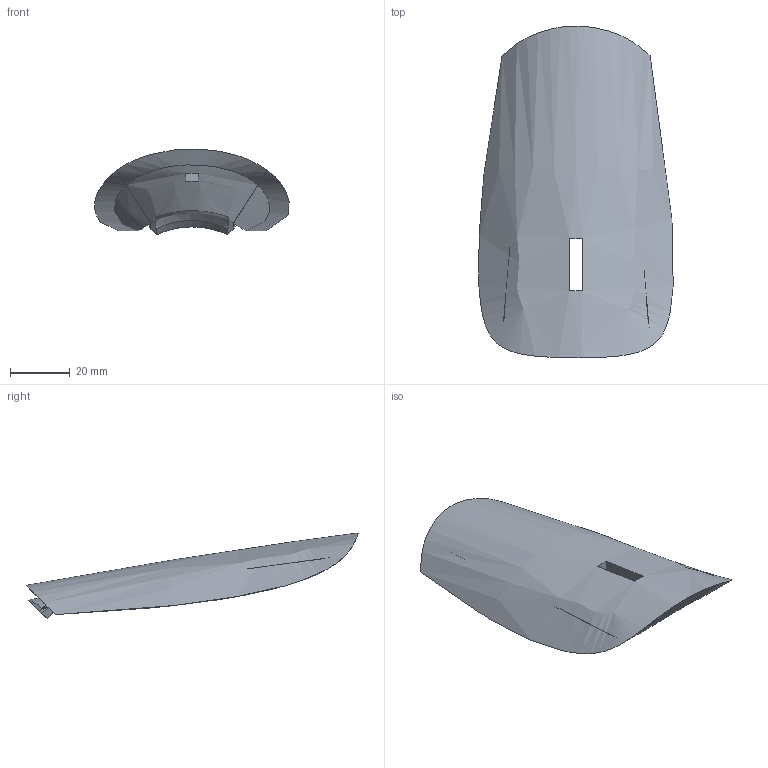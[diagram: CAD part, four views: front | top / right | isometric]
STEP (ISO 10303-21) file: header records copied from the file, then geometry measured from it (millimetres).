
FILE_DESCRIPTION(/* description */ (''),/* implementation_level */ '2;1');
FILE_NAME(/* name */ 'Canopy_2.step',/* time_stamp */ '2024-04-21T23:20:55+03:00',/* author */ (''),/* organization */ (''),/* preprocessor_version */ 'ST-DEVELOPER v20',/* originating_system */ 'Autodesk Translation Framework v12.20.1.177',/* authorisation */ '');
FILE_SCHEMA (('AUTOMOTIVE_DESIGN { 1 0 10303 214 3 1 1 }'));
Length unit declared in the file: millimetre
Products named in the file (1): Canopy_2
Bounding box: 65.13 x 111.25 x 28.81 mm (x, y, z)
Volume: 31473.8 mm3; surface area: 16716.8 mm2
Topology: 1 solids, 1 shells, 35 faces, 94 edges, 59 vertices
Faces by surface type: plane 23, bspline 12
Entity records: 2594 total; most frequent: CARTESIAN_POINT 1818, ORIENTED_EDGE 188, EDGE_CURVE 94, DIRECTION 89, VERTEX_POINT 59, B_SPLINE_CURVE_WITH_KNOTS 53, LINE 41, VECTOR 41
